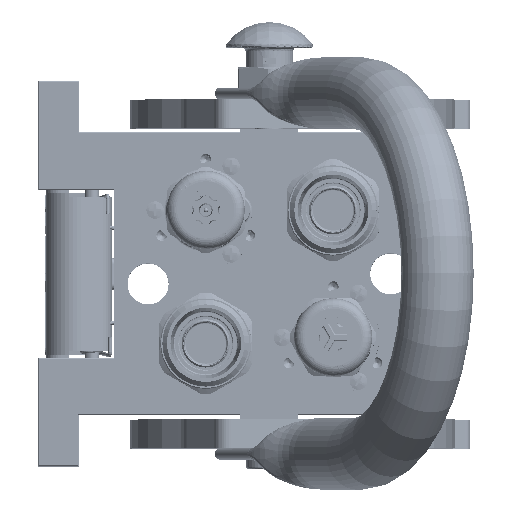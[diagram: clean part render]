
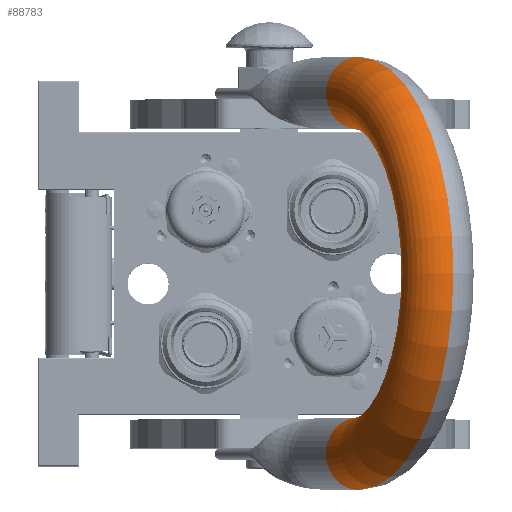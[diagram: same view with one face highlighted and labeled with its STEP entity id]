
A CAD part, top view. The second image highlights one B-rep face of the part: STEP entity #88783.
In plain terms, the highlighted toroidal (fillet/blend) face has major radius 62.25 mm and minor radius 12.5 mm.
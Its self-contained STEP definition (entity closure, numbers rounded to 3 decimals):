
#1768 = AXIS2_PLACEMENT_3D ( 'NONE', #59619, #60815, #60235 ) ;
#3029 = CARTESIAN_POINT ( 'NONE',  ( -49.75, 0., 25.25 ) ) ;
#4430 = CARTESIAN_POINT ( 'NONE',  ( 0., 0., 25.25 ) ) ;
#5824 = DIRECTION ( 'NONE',  ( -1., 0., 0. ) ) ;
#9717 = CIRCLE ( 'NONE', #134867, 12.5 ) ;
#12396 = VERTEX_POINT ( 'NONE', #3029 ) ;
#21644 = EDGE_CURVE ( 'NONE', #30586, #106270, #129119, .T. ) ;
#23949 = AXIS2_PLACEMENT_3D ( 'NONE', #95271, #109089, #137346 ) ;
#29233 = DIRECTION ( 'NONE',  ( 1., 0., 0. ) ) ;
#30586 = VERTEX_POINT ( 'NONE', #157825 ) ;
#31223 = CARTESIAN_POINT ( 'NONE',  ( 49.75, 0., 25.25 ) ) ;
#32316 = CIRCLE ( 'NONE', #1768, 12.5 ) ;
#36491 = TOROIDAL_SURFACE ( 'NONE', #23949, 62.25, 12.5 ) ;
#38198 = ORIENTED_EDGE ( 'NONE', *, *, #162721, .F. ) ;
#42354 = AXIS2_PLACEMENT_3D ( 'NONE', #4430, #141950, #114273 ) ;
#47382 = CARTESIAN_POINT ( 'NONE',  ( 0., 0., 25.25 ) ) ;
#59619 = CARTESIAN_POINT ( 'NONE',  ( -62.25, 0., 25.25 ) ) ;
#60235 = DIRECTION ( 'NONE',  ( -1., 0., 0. ) ) ;
#60815 = DIRECTION ( 'NONE',  ( 0., 0., 1. ) ) ;
#64158 = CIRCLE ( 'NONE', #42354, 49.75 ) ;
#71490 = DIRECTION ( 'NONE',  ( 0., 0., -1. ) ) ;
#73429 = DIRECTION ( 'NONE',  ( 0., 1., 0. ) ) ;
#79036 = VERTEX_POINT ( 'NONE', #31223 ) ;
#79272 = ORIENTED_EDGE ( 'NONE', *, *, #21644, .F. ) ;
#88783 = ADVANCED_FACE ( 'NONE', ( #105661 ), #36491, .T. ) ;
#95271 = CARTESIAN_POINT ( 'NONE',  ( 0., 0., 25.25 ) ) ;
#98104 = CARTESIAN_POINT ( 'NONE',  ( 62.25, 0., 25.25 ) ) ;
#105661 = FACE_OUTER_BOUND ( 'NONE', #149101, .T. ) ;
#106270 = VERTEX_POINT ( 'NONE', #171088 ) ;
#108336 = EDGE_CURVE ( 'NONE', #12396, #79036, #64158, .T. ) ;
#109089 = DIRECTION ( 'NONE',  ( 0., 1., 0. ) ) ;
#114273 = DIRECTION ( 'NONE',  ( -1., 0., 0. ) ) ;
#129119 = CIRCLE ( 'NONE', #155378, 74.75 ) ;
#134867 = AXIS2_PLACEMENT_3D ( 'NONE', #98104, #71490, #29233 ) ;
#137346 = DIRECTION ( 'NONE',  ( 1., 0., 0. ) ) ;
#141950 = DIRECTION ( 'NONE',  ( 0., 1., 0. ) ) ;
#149101 = EDGE_LOOP ( 'NONE', ( #168476, #38198, #79272, #174263 ) ) ;
#155378 = AXIS2_PLACEMENT_3D ( 'NONE', #47382, #73429, #5824 ) ;
#157825 = CARTESIAN_POINT ( 'NONE',  ( -74.75, 0., 25.25 ) ) ;
#162721 = EDGE_CURVE ( 'NONE', #106270, #79036, #9717, .T. ) ;
#168476 = ORIENTED_EDGE ( 'NONE', *, *, #108336, .T. ) ;
#171088 = CARTESIAN_POINT ( 'NONE',  ( 74.75, 0., 25.25 ) ) ;
#174263 = ORIENTED_EDGE ( 'NONE', *, *, #177541, .T. ) ;
#177541 = EDGE_CURVE ( 'NONE', #30586, #12396, #32316, .T. ) ;
